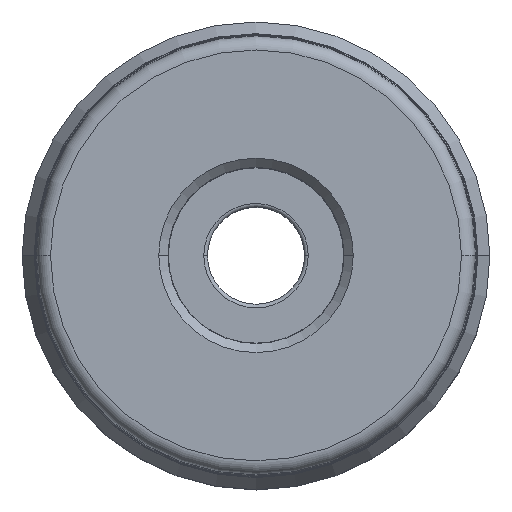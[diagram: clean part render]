
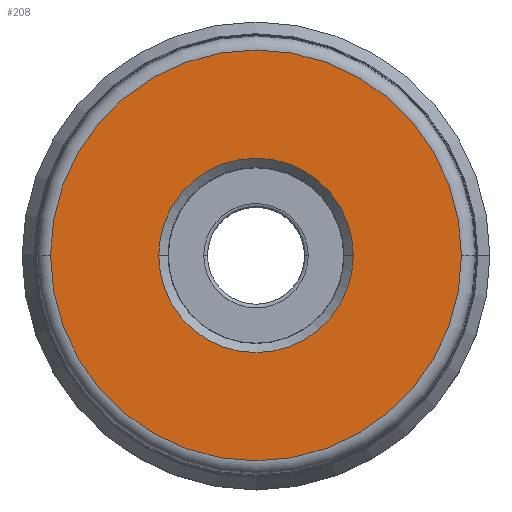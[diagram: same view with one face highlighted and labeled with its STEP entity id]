
A CAD part, top view. The second image highlights one B-rep face of the part: STEP entity #208.
In plain terms, the highlighted planar face has unit normal (0, 0, 1).
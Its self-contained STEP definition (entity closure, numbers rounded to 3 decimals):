
#208=ADVANCED_FACE('',(#252,#253),#240,.F.);
#240=PLANE('',#1439);
#252=FACE_BOUND('',#306,.T.);
#253=FACE_BOUND('',#307,.T.);
#306=EDGE_LOOP('',(#544,#545,#546,#547));
#307=EDGE_LOOP('',(#548,#549));
#544=ORIENTED_EDGE('',*,*,#890,.F.);
#545=ORIENTED_EDGE('',*,*,#887,.F.);
#546=ORIENTED_EDGE('',*,*,#886,.T.);
#547=ORIENTED_EDGE('',*,*,#891,.T.);
#548=ORIENTED_EDGE('',*,*,#892,.T.);
#549=ORIENTED_EDGE('',*,*,#893,.T.);
#742=VERTEX_POINT('',#2214);
#743=VERTEX_POINT('',#2215);
#744=VERTEX_POINT('',#2217);
#745=VERTEX_POINT('',#2222);
#746=VERTEX_POINT('',#2226);
#747=VERTEX_POINT('',#2227);
#886=EDGE_CURVE('',#742,#743,#1036,.T.);
#887=EDGE_CURVE('',#742,#744,#1037,.T.);
#890=EDGE_CURVE('',#744,#745,#1040,.T.);
#891=EDGE_CURVE('',#743,#745,#1041,.T.);
#892=EDGE_CURVE('',#746,#747,#1042,.T.);
#893=EDGE_CURVE('',#747,#746,#1043,.T.);
#1036=CIRCLE('',#1429,22.315);
#1037=CIRCLE('',#1430,22.315);
#1040=CIRCLE('',#1434,22.315);
#1041=CIRCLE('',#1435,22.315);
#1042=CIRCLE('',#1437,10.56);
#1043=CIRCLE('',#1438,10.56);
#1429=AXIS2_PLACEMENT_3D('',#2213,#1803,#1804);
#1430=AXIS2_PLACEMENT_3D('',#2216,#1805,#1806);
#1434=AXIS2_PLACEMENT_3D('',#2221,#1813,#1814);
#1435=AXIS2_PLACEMENT_3D('',#2223,#1815,#1816);
#1437=AXIS2_PLACEMENT_3D('',#2225,#1819,#1820);
#1438=AXIS2_PLACEMENT_3D('',#2228,#1821,#1822);
#1439=AXIS2_PLACEMENT_3D('',#2229,#1823,#1824);
#1803=DIRECTION('',(0.,0.,1.));
#1804=DIRECTION('',(1.,0.,0.));
#1805=DIRECTION('',(0.,0.,-1.));
#1806=DIRECTION('',(-1.,0.,0.));
#1813=DIRECTION('',(0.,0.,-1.));
#1814=DIRECTION('',(-1.,0.,0.));
#1815=DIRECTION('',(0.,0.,1.));
#1816=DIRECTION('',(1.,0.,0.));
#1819=DIRECTION('',(0.,0.,-1.));
#1820=DIRECTION('',(-1.,0.,0.));
#1821=DIRECTION('',(0.,0.,-1.));
#1822=DIRECTION('',(1.,0.,0.));
#1823=DIRECTION('',(0.,0.,-1.));
#1824=DIRECTION('',(-1.,0.,0.));
#2213=CARTESIAN_POINT('',(0.,0.,0.));
#2214=CARTESIAN_POINT('',(22.315,-0.02,0.));
#2215=CARTESIAN_POINT('',(22.315,0.,0.));
#2216=CARTESIAN_POINT('',(0.,0.,0.));
#2217=CARTESIAN_POINT('',(-22.315,0.,0.));
#2221=CARTESIAN_POINT('',(0.,0.,0.));
#2222=CARTESIAN_POINT('',(-22.315,0.02,0.));
#2223=CARTESIAN_POINT('',(0.,0.,0.));
#2225=CARTESIAN_POINT('',(0.,0.,0.));
#2226=CARTESIAN_POINT('',(-10.56,0.,0.));
#2227=CARTESIAN_POINT('',(10.56,0.,0.));
#2228=CARTESIAN_POINT('',(0.,0.,0.));
#2229=CARTESIAN_POINT('',(0.,0.,0.));
